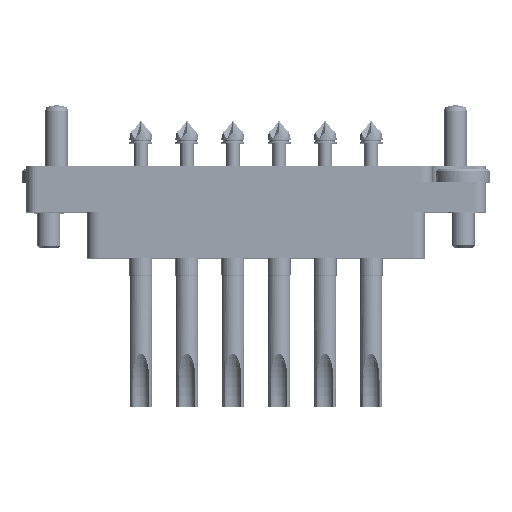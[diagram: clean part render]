
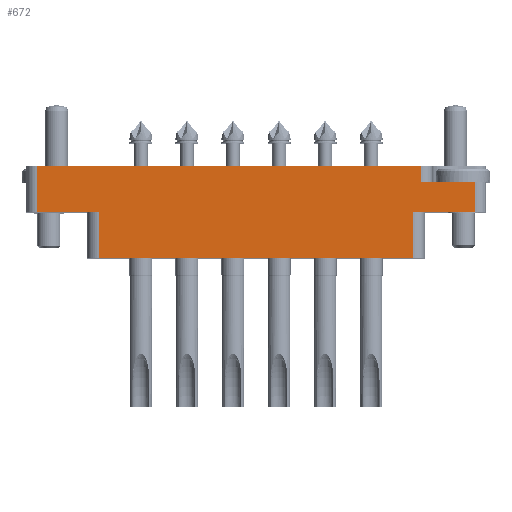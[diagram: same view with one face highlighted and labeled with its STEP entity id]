
A CAD part, top view. The second image highlights one B-rep face of the part: STEP entity #672.
In plain terms, the highlighted planar face has unit normal (0, 0, 1).
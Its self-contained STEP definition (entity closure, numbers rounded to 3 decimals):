
#353 = ORIENTED_EDGE ( 'NONE', *, *, #18380, .F. ) ;
#380 = VECTOR ( 'NONE', #20411, 1000. ) ;
#672 = ADVANCED_FACE ( 'NONE', ( #4576 ), #13545, .F. ) ;
#1057 = VERTEX_POINT ( 'NONE', #18372 ) ;
#1359 = VECTOR ( 'NONE', #4541, 1000. ) ;
#1543 = EDGE_CURVE ( 'NONE', #4075, #6750, #21052, .T. ) ;
#1735 = VECTOR ( 'NONE', #13191, 1000. ) ;
#1775 = EDGE_CURVE ( 'NONE', #5700, #4390, #25421, .T. ) ;
#1810 = ORIENTED_EDGE ( 'NONE', *, *, #24108, .T. ) ;
#2124 = CARTESIAN_POINT ( 'NONE',  ( 23., 3.9, 14.35 ) ) ;
#2658 = VERTEX_POINT ( 'NONE', #10960 ) ;
#2671 = EDGE_CURVE ( 'NONE', #2658, #4390, #19409, .T. ) ;
#3722 = CARTESIAN_POINT ( 'NONE',  ( 28.5, 3.9, 14.35 ) ) ;
#3963 = EDGE_LOOP ( 'NONE', ( #8654, #26017, #353, #1810, #5887, #8755, #5891, #17007, #4045, #7173 ) ) ;
#4045 = ORIENTED_EDGE ( 'NONE', *, *, #2671, .F. ) ;
#4075 = VERTEX_POINT ( 'NONE', #25209 ) ;
#4325 = DIRECTION ( 'NONE',  ( 1., 0., 0. ) ) ;
#4390 = VERTEX_POINT ( 'NONE', #7693 ) ;
#4541 = DIRECTION ( 'NONE',  ( 0., -1., 0. ) ) ;
#4576 = FACE_OUTER_BOUND ( 'NONE', #3963, .T. ) ;
#5099 = VERTEX_POINT ( 'NONE', #7199 ) ;
#5700 = VERTEX_POINT ( 'NONE', #24732 ) ;
#5887 = ORIENTED_EDGE ( 'NONE', *, *, #19509, .F. ) ;
#5891 = ORIENTED_EDGE ( 'NONE', *, *, #7878, .F. ) ;
#6314 = CARTESIAN_POINT ( 'NONE',  ( -20.5, 0., 14.35 ) ) ;
#6750 = VERTEX_POINT ( 'NONE', #3722 ) ;
#7070 = DIRECTION ( 'NONE',  ( -1., 0., 0. ) ) ;
#7173 = ORIENTED_EDGE ( 'NONE', *, *, #10583, .T. ) ;
#7199 = CARTESIAN_POINT ( 'NONE',  ( -20.5, 0., 14.35 ) ) ;
#7383 = CARTESIAN_POINT ( 'NONE',  ( -28.5, 6., 14.35 ) ) ;
#7693 = CARTESIAN_POINT ( 'NONE',  ( 20.5, 0., 14.35 ) ) ;
#7878 = EDGE_CURVE ( 'NONE', #5700, #10842, #9005, .T. ) ;
#8263 = CARTESIAN_POINT ( 'NONE',  ( -30., 6., 14.35 ) ) ;
#8654 = ORIENTED_EDGE ( 'NONE', *, *, #1543, .F. ) ;
#8755 = ORIENTED_EDGE ( 'NONE', *, *, #23127, .T. ) ;
#8789 = LINE ( 'NONE', #17106, #1735 ) ;
#9005 = LINE ( 'NONE', #11353, #9288 ) ;
#9288 = VECTOR ( 'NONE', #7070, 1000. ) ;
#10363 = CARTESIAN_POINT ( 'NONE',  ( 20.5, 0., 14.35 ) ) ;
#10583 = EDGE_CURVE ( 'NONE', #2658, #6750, #15105, .T. ) ;
#10625 = CARTESIAN_POINT ( 'NONE',  ( -28.5, 0., 14.35 ) ) ;
#10842 = VERTEX_POINT ( 'NONE', #26146 ) ;
#10960 = CARTESIAN_POINT ( 'NONE',  ( 28.5, 0., 14.35 ) ) ;
#11353 = CARTESIAN_POINT ( 'NONE',  ( -22., -6., 14.35 ) ) ;
#11477 = VECTOR ( 'NONE', #27177, 1000. ) ;
#12270 = DIRECTION ( 'NONE',  ( 1., 0., 0. ) ) ;
#13191 = DIRECTION ( 'NONE',  ( 0., 1., 0. ) ) ;
#13545 = PLANE ( 'NONE',  #24875 ) ;
#14215 = LINE ( 'NONE', #8263, #20694 ) ;
#14806 = VECTOR ( 'NONE', #18688, 1000. ) ;
#15105 = LINE ( 'NONE', #19269, #16843 ) ;
#15619 = DIRECTION ( 'NONE',  ( -1., 0., 0. ) ) ;
#16843 = VECTOR ( 'NONE', #23281, 1000. ) ;
#17007 = ORIENTED_EDGE ( 'NONE', *, *, #1775, .T. ) ;
#17106 = CARTESIAN_POINT ( 'NONE',  ( 21.5, 0., 14.35 ) ) ;
#17331 = DIRECTION ( 'NONE',  ( -1., 0., 0. ) ) ;
#17461 = VECTOR ( 'NONE', #17331, 1000. ) ;
#18372 = CARTESIAN_POINT ( 'NONE',  ( 21.5, 6., 14.35 ) ) ;
#18380 = EDGE_CURVE ( 'NONE', #22087, #1057, #14215, .T. ) ;
#18499 = EDGE_CURVE ( 'NONE', #4075, #1057, #8789, .T. ) ;
#18621 = CARTESIAN_POINT ( 'NONE',  ( 30., 0., 14.35 ) ) ;
#18688 = DIRECTION ( 'NONE',  ( 0., 1., 0. ) ) ;
#19269 = CARTESIAN_POINT ( 'NONE',  ( 28.5, 3.9, 14.35 ) ) ;
#19367 = DIRECTION ( 'NONE',  ( 0., 0., -1. ) ) ;
#19409 = LINE ( 'NONE', #25736, #17461 ) ;
#19509 = EDGE_CURVE ( 'NONE', #5099, #24163, #26750, .T. ) ;
#20411 = DIRECTION ( 'NONE',  ( -1., 0., 0. ) ) ;
#20694 = VECTOR ( 'NONE', #12270, 1000. ) ;
#20706 = LINE ( 'NONE', #6314, #11477 ) ;
#21005 = LINE ( 'NONE', #10625, #1359 ) ;
#21052 = LINE ( 'NONE', #2124, #24015 ) ;
#21384 = CARTESIAN_POINT ( 'NONE',  ( -28.5, 0., 14.35 ) ) ;
#22087 = VERTEX_POINT ( 'NONE', #7383 ) ;
#23127 = EDGE_CURVE ( 'NONE', #5099, #10842, #20706, .T. ) ;
#23281 = DIRECTION ( 'NONE',  ( 0., 1., 0. ) ) ;
#24015 = VECTOR ( 'NONE', #4325, 1000. ) ;
#24108 = EDGE_CURVE ( 'NONE', #22087, #24163, #21005, .T. ) ;
#24163 = VERTEX_POINT ( 'NONE', #21384 ) ;
#24732 = CARTESIAN_POINT ( 'NONE',  ( 20.5, -6., 14.35 ) ) ;
#24875 = AXIS2_PLACEMENT_3D ( 'NONE', #25579, #19367, #15619 ) ;
#25209 = CARTESIAN_POINT ( 'NONE',  ( 21.5, 3.9, 14.35 ) ) ;
#25421 = LINE ( 'NONE', #10363, #14806 ) ;
#25579 = CARTESIAN_POINT ( 'NONE',  ( -30., 0., 14.35 ) ) ;
#25736 = CARTESIAN_POINT ( 'NONE',  ( 30., 0., 14.35 ) ) ;
#26017 = ORIENTED_EDGE ( 'NONE', *, *, #18499, .T. ) ;
#26146 = CARTESIAN_POINT ( 'NONE',  ( -20.5, -6., 14.35 ) ) ;
#26750 = LINE ( 'NONE', #18621, #380 ) ;
#27177 = DIRECTION ( 'NONE',  ( 0., -1., 0. ) ) ;
